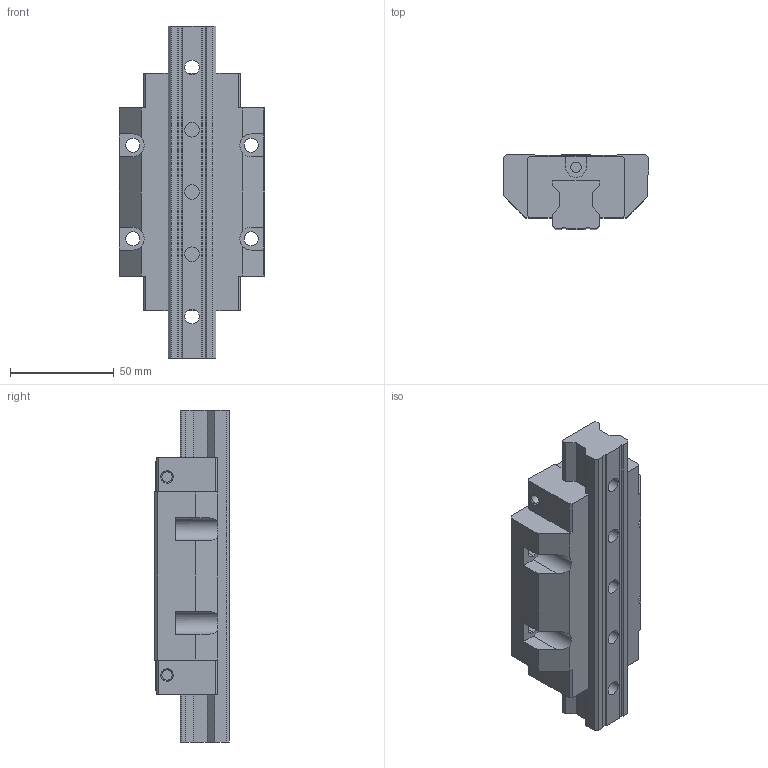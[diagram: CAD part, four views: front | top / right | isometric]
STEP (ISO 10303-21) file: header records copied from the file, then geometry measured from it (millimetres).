
FILE_DESCRIPTION((''),'2;1');
FILE_NAME('RGW25HC_ASM','2006-08-28T',('vincent'),(''),'PRO/ENGINEER BY PARAMETRIC TECHNOLOGY CORPORATION, 2004360','PRO/ENGINEER BY PARAMETRIC TECHNOLOGY CORPORATION, 2004360','');
FILE_SCHEMA(('CONFIG_CONTROL_DESIGN'));
Length unit declared in the file: millimetre
Products named in the file (3): RGW25HC_BLOCK; RGR25_RAIL; RGW25HC_ASM
Assembly tree (2 placements, depth 2):
  RGW25HC_ASM
    RGW25HC_BLOCK
    RGR25_RAIL
Bounding box: 70 x 36 x 160 mm (x, y, z)
Volume: 224985.8 mm3; surface area: 50992 mm2
Topology: 2 solids, 2 shells, 217 faces, 574 edges, 378 vertices
Faces by surface type: plane 125, cylinder 62, cone 30
Entity records: 6886 total; most frequent: CARTESIAN_POINT 1209, DIRECTION 1184, ORIENTED_EDGE 1148, EDGE_CURVE 574, AXIS2_PLACEMENT_3D 396, VECTOR 392, LINE 392, VERTEX_POINT 378
